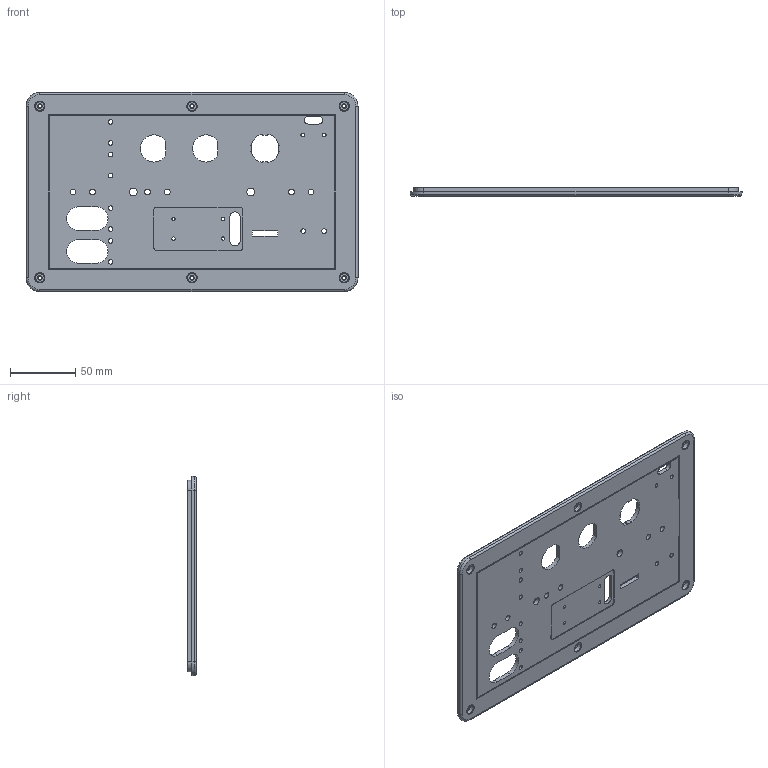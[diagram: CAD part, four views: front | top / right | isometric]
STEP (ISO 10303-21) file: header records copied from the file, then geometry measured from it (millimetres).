
FILE_DESCRIPTION(/* description */ ('STEP AP214'),/* implementation_level */ '2;1');
FILE_NAME(/* name */ '60802f919fabac117240df3d',/* time_stamp */ '2021-04-21T13:58:43+00:00',/* author */ (''),/* organization */ (''),/* preprocessor_version */ 'ST-DEVELOPER v18.1',/* originating_system */ ' ',/* authorisation */ ' ');
FILE_SCHEMA (('AUTOMOTIVE_DESIGN {1 0 10303 214 3 1 1}'));
Length unit declared in the file: metre
Products named in the file (1): 3286-CT
Bounding box: 254 x 6.45 x 152.4 mm (x, y, z)
Volume: 121298.6 mm3; surface area: 82726.3 mm2
Topology: 1 solids, 1 shells, 173 faces, 468 edges, 314 vertices
Faces by surface type: plane 67, cylinder 66, cone 36, torus 4
Full cylindrical faces by diameter (mm): 2.5 x4, 3 x2, 3.5 x10, 4.5 x6, 6 x2, 7.874 x6
Entity records: 5204 total; most frequent: DIRECTION 932, CARTESIAN_POINT 850, ORIENTED_EDGE 776, EDGE_CURVE 388, AXIS2_PLACEMENT_3D 370, EDGE_LOOP 320, FACE_BOUND 320, VERTEX_POINT 288
